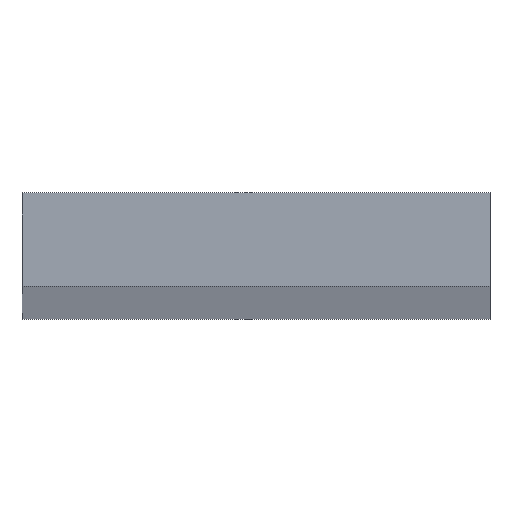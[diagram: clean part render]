
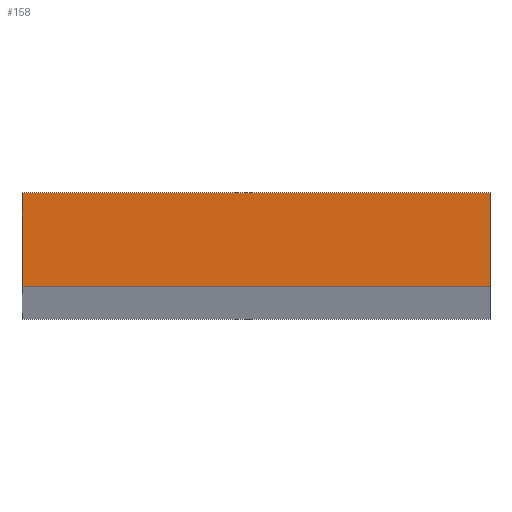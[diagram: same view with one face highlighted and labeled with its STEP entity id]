
A CAD part, top view. The second image highlights one B-rep face of the part: STEP entity #158.
In plain terms, the highlighted planar face has unit normal (0, 0, 1).
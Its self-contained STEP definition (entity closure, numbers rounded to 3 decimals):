
#17 = VECTOR ( 'NONE', #191, 1000. ) ;
#18 = VECTOR ( 'NONE', #184, 1000. ) ;
#25 = VECTOR ( 'NONE', #197, 1000. ) ;
#32 = FACE_OUTER_BOUND ( 'NONE', #111, .T. ) ;
#40 = AXIS2_PLACEMENT_3D ( 'NONE', #52, #118, #64 ) ;
#43 = VECTOR ( 'NONE', #175, 1000. ) ;
#52 = CARTESIAN_POINT ( 'NONE',  ( 0., 0., 500. ) ) ;
#64 = DIRECTION ( 'NONE',  ( 1., 0., 0. ) ) ;
#66 = PLANE ( 'NONE',  #40 ) ;
#68 = CARTESIAN_POINT ( 'NONE',  ( -12.5, -2.5, 500. ) ) ;
#78 = CARTESIAN_POINT ( 'NONE',  ( 12.5, 2.5, 500. ) ) ;
#91 = ORIENTED_EDGE ( 'NONE', *, *, #161, .T. ) ;
#92 = ORIENTED_EDGE ( 'NONE', *, *, #167, .T. ) ;
#93 = ORIENTED_EDGE ( 'NONE', *, *, #164, .T. ) ;
#95 = ORIENTED_EDGE ( 'NONE', *, *, #160, .T. ) ;
#111 = EDGE_LOOP ( 'NONE', ( #93, #92, #91, #95 ) ) ;
#113 = VERTEX_POINT ( 'NONE', #68 ) ;
#114 = VERTEX_POINT ( 'NONE', #78 ) ;
#115 = VERTEX_POINT ( 'NONE', #130 ) ;
#117 = VERTEX_POINT ( 'NONE', #131 ) ;
#118 = DIRECTION ( 'NONE',  ( 0., 0., 1. ) ) ;
#130 = CARTESIAN_POINT ( 'NONE',  ( 12.5, -2.5, 500. ) ) ;
#131 = CARTESIAN_POINT ( 'NONE',  ( -12.5, 2.5, 500. ) ) ;
#158 = ADVANCED_FACE ( 'NONE', ( #32 ), #66, .T. ) ;
#160 = EDGE_CURVE ( 'NONE', #114, #117, #193, .T. ) ;
#161 = EDGE_CURVE ( 'NONE', #115, #114, #185, .T. ) ;
#164 = EDGE_CURVE ( 'NONE', #117, #113, #177, .T. ) ;
#167 = EDGE_CURVE ( 'NONE', #113, #115, #195, .T. ) ;
#175 = DIRECTION ( 'NONE',  ( 0., -1., 0. ) ) ;
#176 = CARTESIAN_POINT ( 'NONE',  ( -12.5, 2.5, 500. ) ) ;
#177 = LINE ( 'NONE', #176, #43 ) ;
#184 = DIRECTION ( 'NONE',  ( 0., 1., 0. ) ) ;
#185 = LINE ( 'NONE', #187, #18 ) ;
#186 = CARTESIAN_POINT ( 'NONE',  ( -12.5, 2.5, 500. ) ) ;
#187 = CARTESIAN_POINT ( 'NONE',  ( 12.5, 2.5, 500. ) ) ;
#191 = DIRECTION ( 'NONE',  ( -1., 0., 0. ) ) ;
#193 = LINE ( 'NONE', #186, #17 ) ;
#195 = LINE ( 'NONE', #196, #25 ) ;
#196 = CARTESIAN_POINT ( 'NONE',  ( -12.5, -2.5, 500. ) ) ;
#197 = DIRECTION ( 'NONE',  ( 1., 0., 0. ) ) ;
